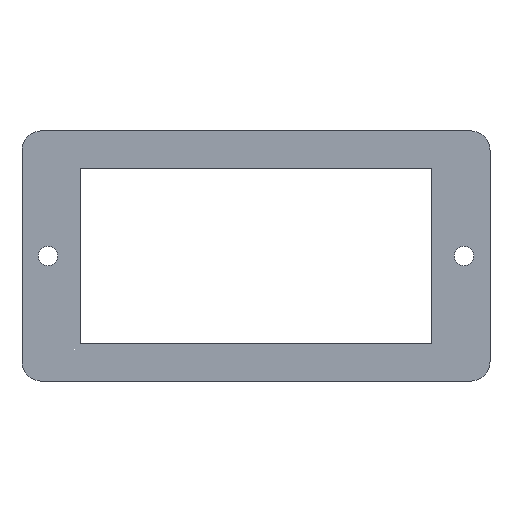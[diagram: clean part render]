
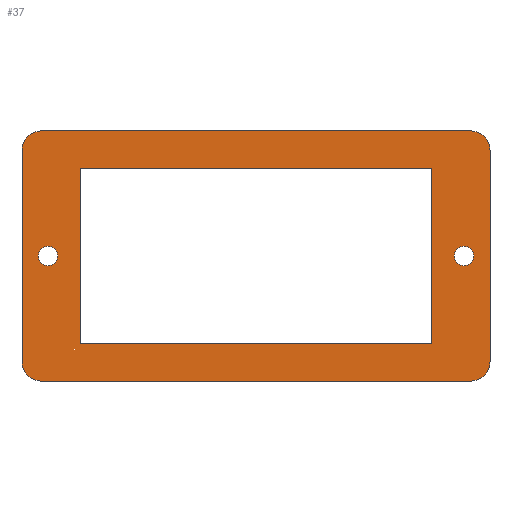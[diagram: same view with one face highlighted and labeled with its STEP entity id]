
A CAD part, front view. The second image highlights one B-rep face of the part: STEP entity #37.
In plain terms, the highlighted planar face has unit normal (0, -1, 0).
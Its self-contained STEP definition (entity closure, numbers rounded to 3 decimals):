
#24 = CIRCLE ( 'NONE', #233, 3. ) ;
#37 = ADVANCED_FACE ( 'NONE', ( #142, #113, #121, #116 ), #638, .F. ) ;
#39 = VECTOR ( 'NONE', #634, 1000. ) ;
#44 = LINE ( 'NONE', #616, #39 ) ;
#53 = CIRCLE ( 'NONE', #279, 1.5 ) ;
#54 = CARTESIAN_POINT ( 'NONE',  ( 33., 0., 19.25 ) ) ;
#89 = CIRCLE ( 'NONE', #284, 1.5 ) ;
#91 = LINE ( 'NONE', #486, #164 ) ;
#100 = LINE ( 'NONE', #463, #119 ) ;
#108 = VERTEX_POINT ( 'NONE', #258 ) ;
#113 = FACE_OUTER_BOUND ( 'NONE', #580, .T. ) ;
#115 = VECTOR ( 'NONE', #476, 1000. ) ;
#116 = FACE_BOUND ( 'NONE', #482, .T. ) ;
#118 = VECTOR ( 'NONE', #548, 1000. ) ;
#119 = VECTOR ( 'NONE', #462, 1000. ) ;
#121 = FACE_BOUND ( 'NONE', #213, .T. ) ;
#128 = CIRCLE ( 'NONE', #236, 3. ) ;
#129 = CARTESIAN_POINT ( 'NONE',  ( 36., 0., -16.25 ) ) ;
#133 = VERTEX_POINT ( 'NONE', #353 ) ;
#134 = CIRCLE ( 'NONE', #271, 1.5 ) ;
#136 = CARTESIAN_POINT ( 'NONE',  ( 33., 0., -19.25 ) ) ;
#142 = FACE_BOUND ( 'NONE', #228, .T. ) ;
#153 = VERTEX_POINT ( 'NONE', #129 ) ;
#154 = VERTEX_POINT ( 'NONE', #318 ) ;
#164 = VECTOR ( 'NONE', #483, 1000. ) ;
#172 = CIRCLE ( 'NONE', #270, 3. ) ;
#173 = CIRCLE ( 'NONE', #239, 1.5 ) ;
#176 = LINE ( 'NONE', #498, #195 ) ;
#187 = VERTEX_POINT ( 'NONE', #54 ) ;
#195 = VECTOR ( 'NONE', #489, 1000. ) ;
#213 = EDGE_LOOP ( 'NONE', ( #630, #647, #655, #657 ) ) ;
#228 = EDGE_LOOP ( 'NONE', ( #512, #540 ) ) ;
#233 = AXIS2_PLACEMENT_3D ( 'NONE', #451, #449, #447 ) ;
#236 = AXIS2_PLACEMENT_3D ( 'NONE', #469, #468, #467 ) ;
#239 = AXIS2_PLACEMENT_3D ( 'NONE', #475, #474, #473 ) ;
#246 = ORIENTED_EDGE ( 'NONE', *, *, #361, .T. ) ;
#252 = ORIENTED_EDGE ( 'NONE', *, *, #334, .F. ) ;
#257 = CARTESIAN_POINT ( 'NONE',  ( -32., 0., -1.5 ) ) ;
#258 = CARTESIAN_POINT ( 'NONE',  ( -36., 0., 16.25 ) ) ;
#259 = EDGE_CURVE ( 'NONE', #375, #404, #89, .T. ) ;
#260 = ORIENTED_EDGE ( 'NONE', *, *, #560, .T. ) ;
#261 = DIRECTION ( 'NONE',  ( 0., 0., 1. ) ) ;
#265 = ORIENTED_EDGE ( 'NONE', *, *, #541, .F. ) ;
#266 = ORIENTED_EDGE ( 'NONE', *, *, #549, .T. ) ;
#270 = AXIS2_PLACEMENT_3D ( 'NONE', #321, #289, #261 ) ;
#271 = AXIS2_PLACEMENT_3D ( 'NONE', #470, #459, #458 ) ;
#274 = ORIENTED_EDGE ( 'NONE', *, *, #551, .F. ) ;
#276 = EDGE_CURVE ( 'NONE', #154, #108, #295, .T. ) ;
#279 = AXIS2_PLACEMENT_3D ( 'NONE', #609, #606, #605 ) ;
#284 = AXIS2_PLACEMENT_3D ( 'NONE', #643, #642, #640 ) ;
#285 = EDGE_CURVE ( 'NONE', #404, #375, #53, .T. ) ;
#286 = EDGE_CURVE ( 'NONE', #448, #545, #44, .T. ) ;
#288 = AXIS2_PLACEMENT_3D ( 'NONE', #626, #625, #623 ) ;
#289 = DIRECTION ( 'NONE',  ( 0., -1., 0. ) ) ;
#293 = ORIENTED_EDGE ( 'NONE', *, *, #332, .T. ) ;
#295 = CIRCLE ( 'NONE', #288, 3. ) ;
#309 = ORIENTED_EDGE ( 'NONE', *, *, #276, .T. ) ;
#312 = LINE ( 'NONE', #521, #376 ) ;
#313 = AXIS2_PLACEMENT_3D ( 'NONE', #628, #636, #619 ) ;
#315 = EDGE_CURVE ( 'NONE', #545, #320, #323, .T. ) ;
#318 = CARTESIAN_POINT ( 'NONE',  ( -33., 0., 19.25 ) ) ;
#320 = VERTEX_POINT ( 'NONE', #552 ) ;
#321 = CARTESIAN_POINT ( 'NONE',  ( -33., 0., -16.25 ) ) ;
#323 = LINE ( 'NONE', #564, #118 ) ;
#332 = EDGE_CURVE ( 'NONE', #543, #133, #134, .T. ) ;
#334 = EDGE_CURVE ( 'NONE', #514, #108, #91, .T. ) ;
#336 = VERTEX_POINT ( 'NONE', #456 ) ;
#341 = VERTEX_POINT ( 'NONE', #453 ) ;
#346 = ORIENTED_EDGE ( 'NONE', *, *, #547, .T. ) ;
#353 = CARTESIAN_POINT ( 'NONE',  ( 32., 0., 1.5 ) ) ;
#361 = EDGE_CURVE ( 'NONE', #514, #341, #172, .T. ) ;
#375 = VERTEX_POINT ( 'NONE', #257 ) ;
#376 = VECTOR ( 'NONE', #527, 1000. ) ;
#383 = VERTEX_POINT ( 'NONE', #136 ) ;
#394 = EDGE_CURVE ( 'NONE', #320, #579, #312, .T. ) ;
#404 = VERTEX_POINT ( 'NONE', #519 ) ;
#447 = DIRECTION ( 'NONE',  ( 0., 0., 1. ) ) ;
#448 = VERTEX_POINT ( 'NONE', #516 ) ;
#449 = DIRECTION ( 'NONE',  ( 0., -1., 0. ) ) ;
#451 = CARTESIAN_POINT ( 'NONE',  ( 33., 0., 16.25 ) ) ;
#452 = VECTOR ( 'NONE', #500, 1000. ) ;
#453 = CARTESIAN_POINT ( 'NONE',  ( -33., 0., -19.25 ) ) ;
#455 = CARTESIAN_POINT ( 'NONE',  ( 27., 0., 13.5 ) ) ;
#456 = CARTESIAN_POINT ( 'NONE',  ( 36., 0., 16.25 ) ) ;
#458 = DIRECTION ( 'NONE',  ( 0., 0., 1. ) ) ;
#459 = DIRECTION ( 'NONE',  ( 0., 1., 0. ) ) ;
#462 = DIRECTION ( 'NONE',  ( -1., 0., 0. ) ) ;
#463 = CARTESIAN_POINT ( 'NONE',  ( -36., 0., -19.25 ) ) ;
#467 = DIRECTION ( 'NONE',  ( 0., 0., 1. ) ) ;
#468 = DIRECTION ( 'NONE',  ( 0., -1., 0. ) ) ;
#469 = CARTESIAN_POINT ( 'NONE',  ( 33., 0., -16.25 ) ) ;
#470 = CARTESIAN_POINT ( 'NONE',  ( 32., 0., 0. ) ) ;
#473 = DIRECTION ( 'NONE',  ( 0., 0., 1. ) ) ;
#474 = DIRECTION ( 'NONE',  ( 0., 1., 0. ) ) ;
#475 = CARTESIAN_POINT ( 'NONE',  ( 32., 0., 0. ) ) ;
#476 = DIRECTION ( 'NONE',  ( 1., 0., 0. ) ) ;
#477 = CARTESIAN_POINT ( 'NONE',  ( -36., 0., 19.25 ) ) ;
#482 = EDGE_LOOP ( 'NONE', ( #293, #346 ) ) ;
#483 = DIRECTION ( 'NONE',  ( 0., 0., 1. ) ) ;
#486 = CARTESIAN_POINT ( 'NONE',  ( -36., 0., -19.25 ) ) ;
#488 = CARTESIAN_POINT ( 'NONE',  ( -27., 0., -13.5 ) ) ;
#489 = DIRECTION ( 'NONE',  ( 0., 0., -1. ) ) ;
#493 = CARTESIAN_POINT ( 'NONE',  ( 32., 0., -1.5 ) ) ;
#498 = CARTESIAN_POINT ( 'NONE',  ( 36., 0., -19.25 ) ) ;
#500 = DIRECTION ( 'NONE',  ( 0., 0., -1. ) ) ;
#501 = LINE ( 'NONE', #477, #115 ) ;
#505 = CARTESIAN_POINT ( 'NONE',  ( 27., 0., -13.5 ) ) ;
#511 = CARTESIAN_POINT ( 'NONE',  ( -36., 0., -16.25 ) ) ;
#512 = ORIENTED_EDGE ( 'NONE', *, *, #259, .T. ) ;
#514 = VERTEX_POINT ( 'NONE', #511 ) ;
#516 = CARTESIAN_POINT ( 'NONE',  ( 27., 0., -13.5 ) ) ;
#519 = CARTESIAN_POINT ( 'NONE',  ( -32., 0., 1.5 ) ) ;
#521 = CARTESIAN_POINT ( 'NONE',  ( -27., 0., 13.5 ) ) ;
#527 = DIRECTION ( 'NONE',  ( 1., 0., 0. ) ) ;
#534 = EDGE_CURVE ( 'NONE', #579, #448, #598, .T. ) ;
#540 = ORIENTED_EDGE ( 'NONE', *, *, #285, .T. ) ;
#541 = EDGE_CURVE ( 'NONE', #336, #153, #176, .T. ) ;
#543 = VERTEX_POINT ( 'NONE', #493 ) ;
#545 = VERTEX_POINT ( 'NONE', #488 ) ;
#547 = EDGE_CURVE ( 'NONE', #133, #543, #173, .T. ) ;
#548 = DIRECTION ( 'NONE',  ( 0., 0., 1. ) ) ;
#549 = EDGE_CURVE ( 'NONE', #383, #153, #128, .T. ) ;
#551 = EDGE_CURVE ( 'NONE', #154, #187, #501, .T. ) ;
#552 = CARTESIAN_POINT ( 'NONE',  ( -27., 0., 13.5 ) ) ;
#555 = EDGE_CURVE ( 'NONE', #383, #341, #100, .T. ) ;
#560 = EDGE_CURVE ( 'NONE', #336, #187, #24, .T. ) ;
#564 = CARTESIAN_POINT ( 'NONE',  ( -27., 0., -13.5 ) ) ;
#576 = ORIENTED_EDGE ( 'NONE', *, *, #555, .F. ) ;
#579 = VERTEX_POINT ( 'NONE', #455 ) ;
#580 = EDGE_LOOP ( 'NONE', ( #252, #246, #576, #266, #265, #260, #274, #309 ) ) ;
#598 = LINE ( 'NONE', #505, #452 ) ;
#605 = DIRECTION ( 'NONE',  ( 0., 0., 1. ) ) ;
#606 = DIRECTION ( 'NONE',  ( 0., 1., 0. ) ) ;
#609 = CARTESIAN_POINT ( 'NONE',  ( -32., 0., 0. ) ) ;
#616 = CARTESIAN_POINT ( 'NONE',  ( -27., 0., -13.5 ) ) ;
#619 = DIRECTION ( 'NONE',  ( 0., 0., 1. ) ) ;
#623 = DIRECTION ( 'NONE',  ( 0., 0., 1. ) ) ;
#625 = DIRECTION ( 'NONE',  ( 0., -1., 0. ) ) ;
#626 = CARTESIAN_POINT ( 'NONE',  ( -33., 0., 16.25 ) ) ;
#628 = CARTESIAN_POINT ( 'NONE',  ( 0., 0., 0. ) ) ;
#630 = ORIENTED_EDGE ( 'NONE', *, *, #315, .T. ) ;
#634 = DIRECTION ( 'NONE',  ( -1., 0., 0. ) ) ;
#636 = DIRECTION ( 'NONE',  ( 0., 1., 0. ) ) ;
#638 = PLANE ( 'NONE',  #313 ) ;
#640 = DIRECTION ( 'NONE',  ( 0., 0., 1. ) ) ;
#642 = DIRECTION ( 'NONE',  ( 0., 1., 0. ) ) ;
#643 = CARTESIAN_POINT ( 'NONE',  ( -32., 0., 0. ) ) ;
#647 = ORIENTED_EDGE ( 'NONE', *, *, #394, .T. ) ;
#655 = ORIENTED_EDGE ( 'NONE', *, *, #534, .T. ) ;
#657 = ORIENTED_EDGE ( 'NONE', *, *, #286, .T. ) ;
